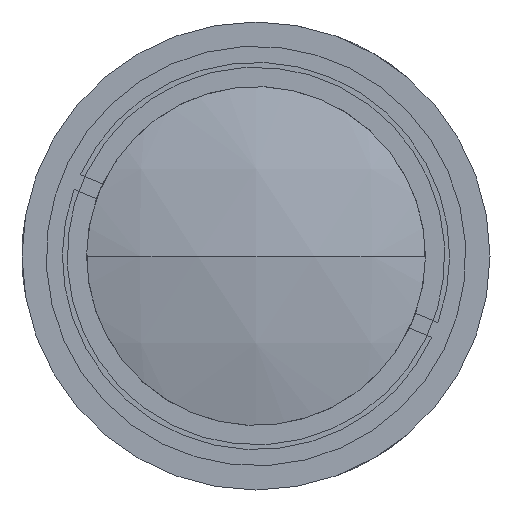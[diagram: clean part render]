
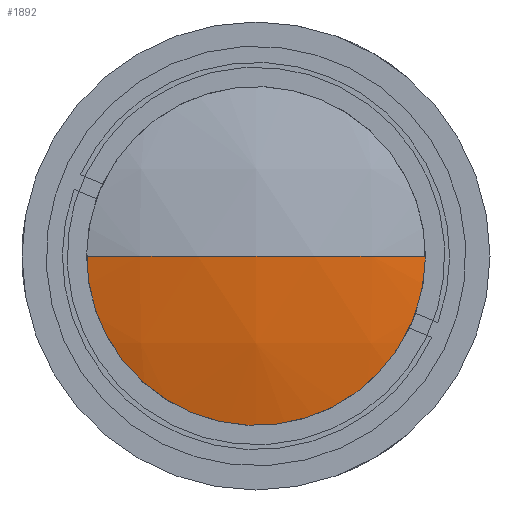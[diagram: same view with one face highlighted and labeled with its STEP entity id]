
A CAD part, left-side view. The second image highlights one B-rep face of the part: STEP entity #1892.
In plain terms, the highlighted spherical face has radius 37.56 mm.
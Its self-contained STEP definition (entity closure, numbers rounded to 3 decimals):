
#3 = CIRCLE ( 'NONE', #465, 37.56 ) ;
#13 = ORIENTED_EDGE ( 'NONE', *, *, #132, .T. ) ;
#27 = FACE_OUTER_BOUND ( 'NONE', #740, .T. ) ;
#40 = VERTEX_POINT ( 'NONE', #927 ) ;
#132 = EDGE_CURVE ( 'NONE', #40, #323, #3, .T. ) ;
#275 = CARTESIAN_POINT ( 'NONE',  ( 0., 0., 0. ) ) ;
#323 = VERTEX_POINT ( 'NONE', #275 ) ;
#391 = DIRECTION ( 'NONE',  ( 0., 0., 1. ) ) ;
#393 = CARTESIAN_POINT ( 'NONE',  ( 1.56, 0., 0. ) ) ;
#442 = CARTESIAN_POINT ( 'NONE',  ( 1.56, 10.713, 0. ) ) ;
#465 = AXIS2_PLACEMENT_3D ( 'NONE', #496, #1936, #701 ) ;
#496 = CARTESIAN_POINT ( 'NONE',  ( 37.56, 0., 0. ) ) ;
#548 = VERTEX_POINT ( 'NONE', #442 ) ;
#578 = ORIENTED_EDGE ( 'NONE', *, *, #1084, .T. ) ;
#603 = DIRECTION ( 'NONE',  ( 0., 0., -1. ) ) ;
#611 = AXIS2_PLACEMENT_3D ( 'NONE', #393, #1827, #603 ) ;
#648 = CARTESIAN_POINT ( 'NONE',  ( 37.56, 0., 0. ) ) ;
#701 = DIRECTION ( 'NONE',  ( 0., 1., 0. ) ) ;
#740 = EDGE_LOOP ( 'NONE', ( #578, #13, #2324 ) ) ;
#927 = CARTESIAN_POINT ( 'NONE',  ( 1.56, -10.713, 0. ) ) ;
#1069 = DIRECTION ( 'NONE',  ( 0., 0., -1. ) ) ;
#1084 = EDGE_CURVE ( 'NONE', #548, #40, #1784, .T. ) ;
#1270 = EDGE_CURVE ( 'NONE', #548, #323, #1951, .T. ) ;
#1404 = AXIS2_PLACEMENT_3D ( 'NONE', #1631, #391, #1826 ) ;
#1631 = CARTESIAN_POINT ( 'NONE',  ( 37.56, 0., 0. ) ) ;
#1686 = SPHERICAL_SURFACE ( 'NONE', #2382, 37.56 ) ;
#1784 = CIRCLE ( 'NONE', #611, 10.713 ) ;
#1826 = DIRECTION ( 'NONE',  ( 1., 0., 0. ) ) ;
#1827 = DIRECTION ( 'NONE',  ( -1., 0., 0. ) ) ;
#1892 = ADVANCED_FACE ( 'NONE', ( #27 ), #1686, .T. ) ;
#1936 = DIRECTION ( 'NONE',  ( 0., 0., -1. ) ) ;
#1951 = CIRCLE ( 'NONE', #1404, 37.56 ) ;
#2324 = ORIENTED_EDGE ( 'NONE', *, *, #1270, .F. ) ;
#2382 = AXIS2_PLACEMENT_3D ( 'NONE', #648, #1069, #2504 ) ;
#2504 = DIRECTION ( 'NONE',  ( 0., 1., 0. ) ) ;
